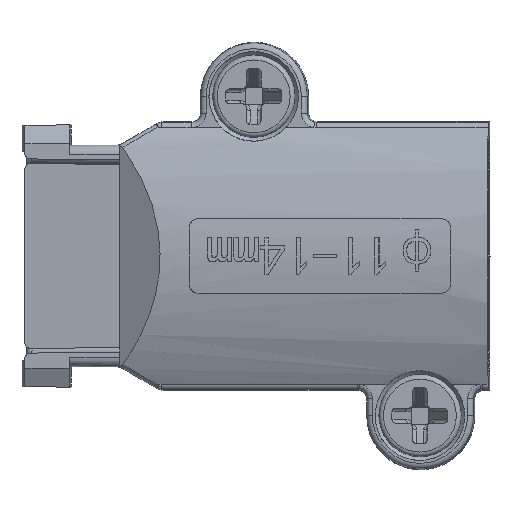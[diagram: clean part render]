
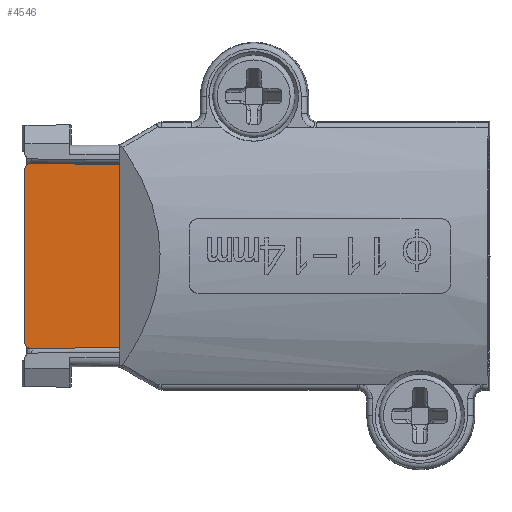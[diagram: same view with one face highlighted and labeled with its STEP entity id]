
A CAD part, left-side view. The second image highlights one B-rep face of the part: STEP entity #4546.
In plain terms, the highlighted planar face has unit normal (-1, 0.018, 0).
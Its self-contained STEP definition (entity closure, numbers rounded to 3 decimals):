
#2326=ELLIPSE('',#11456,0.3,0.3);
#2328=ELLIPSE('',#11460,0.3,0.3);
#2934=LINE('',#20306,#3565);
#2938=LINE('',#20318,#3569);
#2940=LINE('',#20321,#3571);
#2976=LINE('',#20598,#3607);
#3565=VECTOR('',#13024,1.);
#3569=VECTOR('',#13036,1.);
#3571=VECTOR('',#13040,1.);
#3607=VECTOR('',#13182,1.);
#3914=PLANE('',#11517);
#4546=ADVANCED_FACE('',(#5073),#3914,.T.);
#5073=FACE_OUTER_BOUND('',#5587,.T.);
#5587=EDGE_LOOP('',(#7495,#7496,#7497,#7498,#7499,#7500));
#7495=ORIENTED_EDGE('',*,*,#10150,.T.);
#7496=ORIENTED_EDGE('',*,*,#10217,.T.);
#7497=ORIENTED_EDGE('',*,*,#10152,.T.);
#7498=ORIENTED_EDGE('',*,*,#10147,.T.);
#7499=ORIENTED_EDGE('',*,*,#10144,.F.);
#7500=ORIENTED_EDGE('',*,*,#10141,.T.);
#8767=VERTEX_POINT('',#18432);
#8769=VERTEX_POINT('',#18446);
#8999=VERTEX_POINT('',#20298);
#9001=VERTEX_POINT('',#20301);
#9003=VERTEX_POINT('',#20307);
#9005=VERTEX_POINT('',#20313);
#10141=EDGE_CURVE('',#9001,#8999,#2326,.T.);
#10144=EDGE_CURVE('',#9001,#9003,#2934,.T.);
#10147=EDGE_CURVE('',#9005,#9003,#2328,.T.);
#10150=EDGE_CURVE('',#8999,#8767,#2938,.T.);
#10152=EDGE_CURVE('',#8769,#9005,#2940,.T.);
#10217=EDGE_CURVE('',#8767,#8769,#2976,.T.);
#11456=AXIS2_PLACEMENT_3D('',#20300,#13017,#13018);
#11460=AXIS2_PLACEMENT_3D('',#20312,#13029,#13030);
#11517=AXIS2_PLACEMENT_3D('',#20599,#13183,#13184);
#13017=DIRECTION('',(-1.,0.017,0.));
#13018=DIRECTION('',(-0.017,-1.,0.));
#13024=DIRECTION('',(0.,0.,1.));
#13029=DIRECTION('',(-1.,0.017,0.));
#13030=DIRECTION('',(0.017,1.,0.));
#13036=DIRECTION('',(-0.017,-1.,0.009));
#13040=DIRECTION('',(0.017,1.,0.009));
#13182=DIRECTION('',(0.,0.,1.));
#13183=DIRECTION('',(-1.,0.017,0.));
#13184=DIRECTION('',(-0.017,-1.,0.));
#18432=CARTESIAN_POINT('',(8.841,7.792,30.092));
#18446=CARTESIAN_POINT('',(8.841,7.792,39.903));
#20298=CARTESIAN_POINT('',(8.925,12.565,30.05));
#20300=CARTESIAN_POINT('',(8.925,12.568,30.35));
#20301=CARTESIAN_POINT('',(8.93,12.868,30.35));
#20306=CARTESIAN_POINT('',(8.93,12.868,34.998));
#20307=CARTESIAN_POINT('',(8.93,12.868,39.645));
#20312=CARTESIAN_POINT('',(8.925,12.568,39.645));
#20313=CARTESIAN_POINT('',(8.925,12.565,39.945));
#20318=CARTESIAN_POINT('',(8.929,12.825,30.048));
#20321=CARTESIAN_POINT('',(8.929,12.825,39.947));
#20598=CARTESIAN_POINT('',(8.841,7.792,39.456));
#20599=CARTESIAN_POINT('',(8.93,12.868,34.998));
